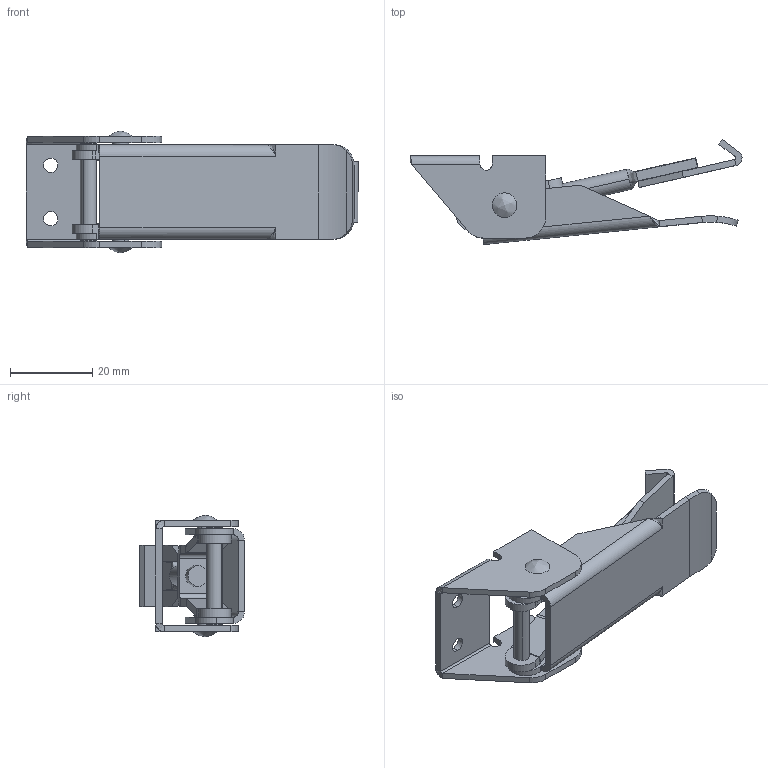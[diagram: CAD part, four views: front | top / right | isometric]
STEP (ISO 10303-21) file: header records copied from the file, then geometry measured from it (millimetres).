
FILE_DESCRIPTION (( 'STEP AP214' ), '1' );
FILE_NAME ('04048 Hold Down Latch Adjustable Nickel Plated 82mm.STEP', '2021-08-30T00:43:21', ( '' ), ( '' ), 'SwSTEP 2.0', 'SolidWorks 2021', '' );
FILE_SCHEMA (( 'AUTOMOTIVE_DESIGN' ));
Length unit declared in the file: millimetre
Products named in the file (7): 4048 Lever; 04048-8; 04048-7; 04048 Hold Down Latch Adjustable Nickel Plated 82mm; 4048 BASE; 04048-3; 4048 rivet
Assembly tree (7 placements, depth 2):
  04048 Hold Down Latch Adjustable Nickel Plated 82mm
    04048-3
    4048 rivet  x2
    04048-7
    04048-8
    4048 Lever
    4048 BASE
Bounding box: 80.72 x 25.56 x 29.6 mm (x, y, z)
Volume: 7824.8 mm3; surface area: 10948.9 mm2
Topology: 7 solids, 7 shells, 218 faces, 510 edges, 300 vertices
Faces by surface type: plane 109, cylinder 81, torus 12, bspline 12, sphere 4
Entity records: 6800 total; most frequent: CARTESIAN_POINT 1838, DIRECTION 1008, ORIENTED_EDGE 948, EDGE_CURVE 474, AXIS2_PLACEMENT_3D 365, VERTEX_POINT 282, VECTOR 278, LINE 278
